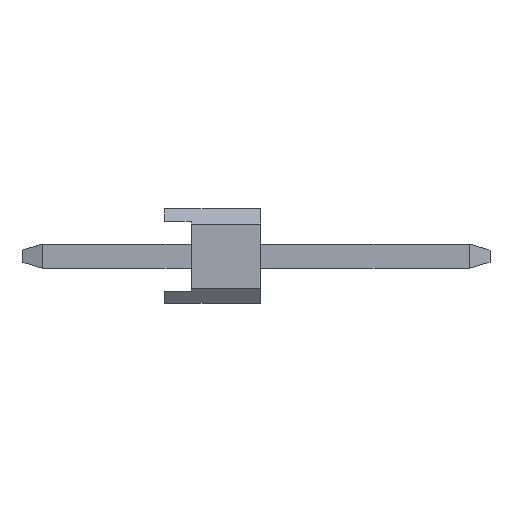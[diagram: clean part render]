
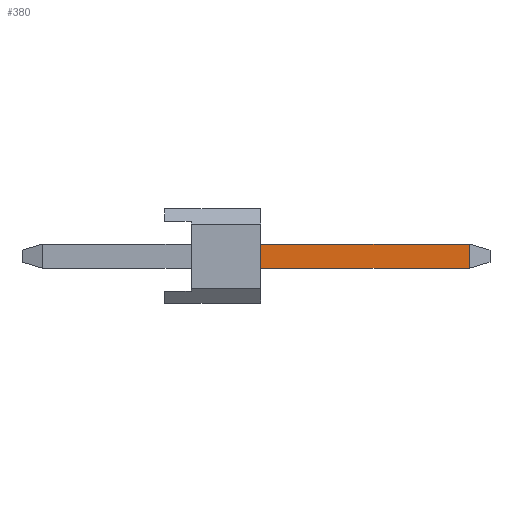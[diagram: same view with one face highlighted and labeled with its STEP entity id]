
A CAD part, left-side view. The second image highlights one B-rep face of the part: STEP entity #380.
In plain terms, the highlighted planar face has unit normal (-1, 0, 0).
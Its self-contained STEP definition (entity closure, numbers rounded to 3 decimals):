
#380=ADVANCED_FACE('',(#833),#834,.T.);
#833=FACE_OUTER_BOUND('',#1368,.T.);
#834=PLANE('',#1369);
#1368=EDGE_LOOP('',(#2357,#2358,#2359,#2360));
#1369=AXIS2_PLACEMENT_3D('',#2361,#2362,#2363);
#2357=ORIENTED_EDGE('',*,*,#3460,.F.);
#2358=ORIENTED_EDGE('',*,*,#3454,.F.);
#2359=ORIENTED_EDGE('',*,*,#3461,.F.);
#2360=ORIENTED_EDGE('',*,*,#3462,.F.);
#2361=CARTESIAN_POINT('',(-6.67,-2.42,0.5));
#2362=DIRECTION('',(-1.0,0.,0.));
#2363=DIRECTION('',(0.,1.0,0.));
#3454=EDGE_CURVE('',#4174,#4170,#4176,.T.);
#3460=EDGE_CURVE('',#4170,#4184,#4185,.T.);
#3461=EDGE_CURVE('',#4186,#4174,#4187,.T.);
#3462=EDGE_CURVE('',#4184,#4186,#4188,.T.);
#4170=VERTEX_POINT('',#5236);
#4174=VERTEX_POINT('',#5242);
#4176=LINE('',#5245,#5246);
#4184=VERTEX_POINT('',#5257);
#4185=LINE('',#5258,#5259);
#4186=VERTEX_POINT('',#5260);
#4187=LINE('',#5261,#5262);
#4188=LINE('',#5263,#5264);
#5236=CARTESIAN_POINT('',(-6.67,-2.54,-0.32));
#5242=CARTESIAN_POINT('',(-6.67,-8.074,-0.32));
#5245=CARTESIAN_POINT('',(-6.67,-2.42,-0.32));
#5246=VECTOR('',#6119,1.0);
#5257=CARTESIAN_POINT('',(-6.67,-2.54,0.32));
#5258=CARTESIAN_POINT('',(-6.67,-2.54,0.252));
#5259=VECTOR('',#6123,1.0);
#5260=CARTESIAN_POINT('',(-6.67,-8.074,0.32));
#5261=CARTESIAN_POINT('',(-6.67,-8.074,0.5));
#5262=VECTOR('',#6124,1.0);
#5263=CARTESIAN_POINT('',(-6.67,-2.42,0.32));
#5264=VECTOR('',#6125,1.0);
#6119=DIRECTION('',(0.,1.0,0.));
#6123=DIRECTION('',(0.,0.,1.0));
#6124=DIRECTION('',(0.0,0.,-1.0));
#6125=DIRECTION('',(0.,-1.0,0.));
